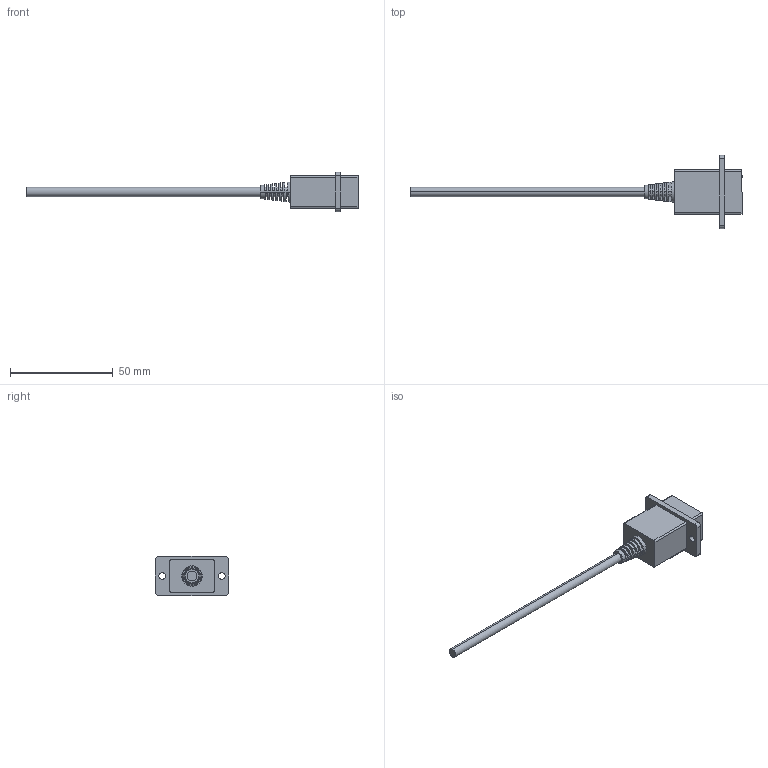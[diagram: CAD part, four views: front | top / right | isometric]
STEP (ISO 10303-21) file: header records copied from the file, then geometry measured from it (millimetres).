
FILE_DESCRIPTION (( 'STEP AP214' ), '1' );
FILE_NAME ('ECF504-5M.STEP', '2006-08-28T20:26:03', ( 'L-COM' ), ( 'L-COM' ), 'SwSTEP 2.0', 'SolidWorks 2006052', '' );
FILE_SCHEMA (( 'AUTOMOTIVE_DESIGN' ));
Length unit declared in the file: inch
Products named in the file (5): 3AB06-006; 3AC03-020; MTN-104; ECF504-5M
Assembly tree (4 placements, depth 3):
  ECF504-5M
    3AB06-006
      MTN-104
      3AB06-006
    3AC03-020
Bounding box: 161.52 x 35.56 x 19.05 mm (x, y, z)
Volume: 13578.2 mm3; surface area: 8586 mm2
Topology: 3 solids, 3 shells, 331 faces, 882 edges, 588 vertices
Faces by surface type: plane 242, cylinder 68, bspline 19, cone 2
Entity records: 14703 total; most frequent: CARTESIAN_POINT 3918, ORIENTED_EDGE 1764, DIRECTION 1648, EDGE_CURVE 882, LINE 632, VECTOR 632, VERTEX_POINT 588, AXIS2_PLACEMENT_3D 508
